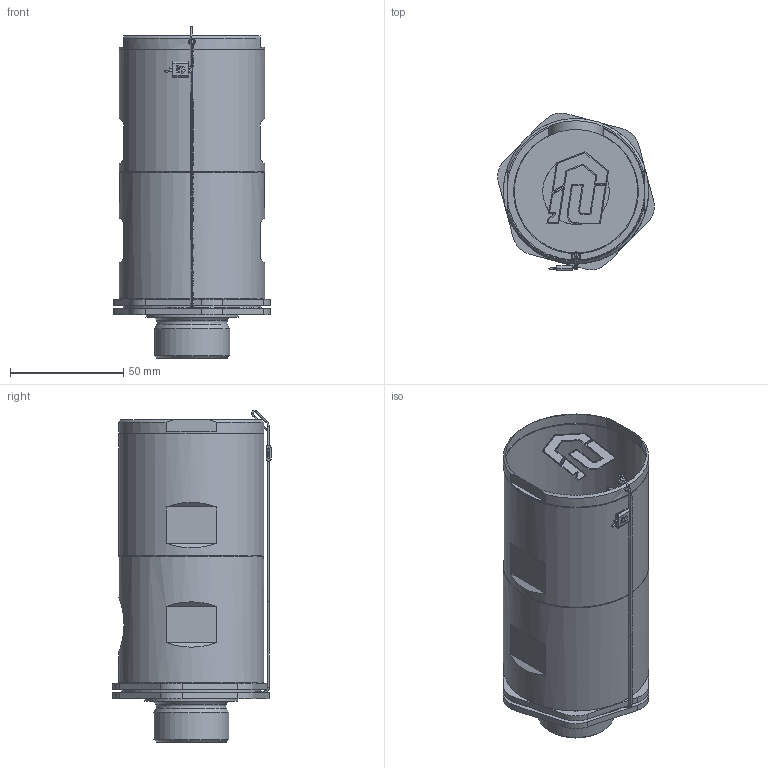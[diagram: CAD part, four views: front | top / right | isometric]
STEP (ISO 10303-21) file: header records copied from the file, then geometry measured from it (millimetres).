
FILE_DESCRIPTION(('HOOPS Exchange Step'),'2;1');
FILE_NAME('VB02_VB04_DN25.stp','2026-03-20T13:00:52+01:00',('Nutzer'),('Unknown organisation'),'HOOPS Exchange 2024.2','HOOPS Exchange','Unknown authorisation');
FILE_SCHEMA( ('AP203_CONFIGURATION_CONTROLLED_3D_DESIGN_OF_MECHANICAL_PARTS_AND_ASSEMBLIES_MIM_LF') );
Length unit declared in the file: millimetre
Products named in the file (2): 0; root
Assembly tree (1 placements, depth 2):
  root
    0
Bounding box: 69 x 69.65 x 146.35 mm (x, y, z)
Volume: 339863.8 mm3; surface area: 51688.5 mm2
Topology: 3 solids, 3 shells, 226 faces, 595 edges, 395 vertices
Faces by surface type: plane 136, bspline 43, cylinder 33, cone 14
Full cylindrical faces by diameter (mm): 0.7 x2, 2 x1, 3 x1, 23 x1, 24.117 x1, 24.141 x1, 29.3 x1, 33.2 x1, 41 x1, 54.38 x1, 61 x1, 64 x3
Entity records: 15467 total; most frequent: CARTESIAN_POINT 10131, ORIENTED_EDGE 1188, DIRECTION 911, EDGE_CURVE 594, VERTEX_POINT 395, VECTOR 371, LINE 371, AXIS2_PLACEMENT_3D 270
